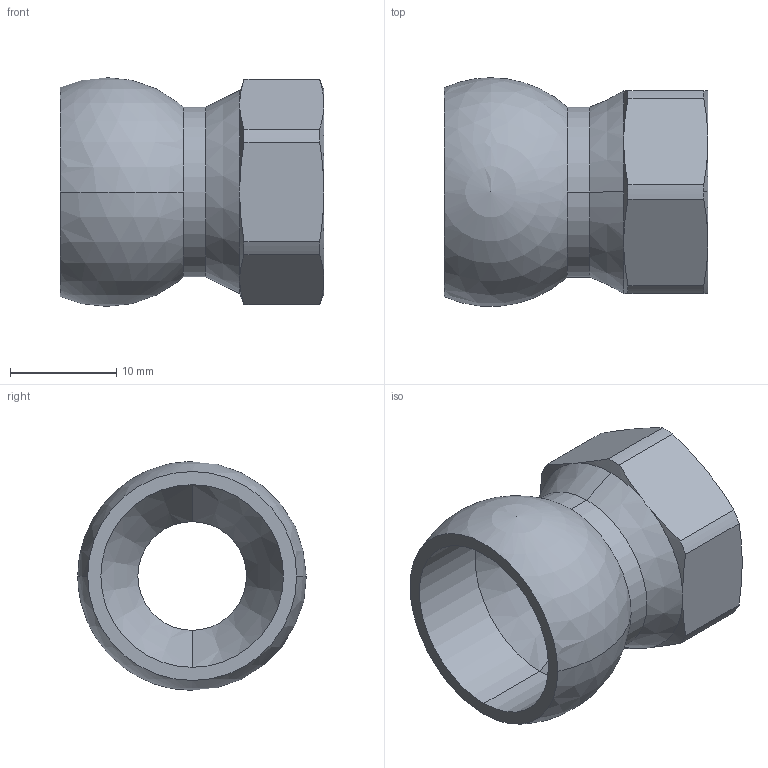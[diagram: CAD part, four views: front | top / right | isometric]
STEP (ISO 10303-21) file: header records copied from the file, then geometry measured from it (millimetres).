
FILE_DESCRIPTION (( 'STEP AP203' ), '1' );
FILE_NAME ('1-2 X 3-8 SAE Flare Nut Adapter.STEP', '2005-02-04T23:57:49', ( 'mark lockwood' ), ( 'lockwood products inc.' ), 'SwSTEP 2.0', 'SolidWorks 2004146', '' );
FILE_SCHEMA (( 'CONFIG_CONTROL_DESIGN' ));
Length unit declared in the file: inch
Products named in the file (1): 1-2 X 3-8 SAE Flare Nut Adapter
Bounding box: 24.79 x 21.48 x 21.51 mm (x, y, z)
Volume: 2949.1 mm3; surface area: 3244.6 mm2
Topology: 1 solids, 1 shells, 76 faces, 210 edges, 134 vertices
Faces by surface type: cylinder 36, cone 22, bspline 8, plane 8, sphere 2
Entity records: 4033 total; most frequent: CARTESIAN_POINT 2245, ORIENTED_EDGE 410, DIRECTION 315, EDGE_CURVE 205, VERTEX_POINT 131, AXIS2_PLACEMENT_3D 129, EDGE_LOOP 78, ADVANCED_FACE 76
